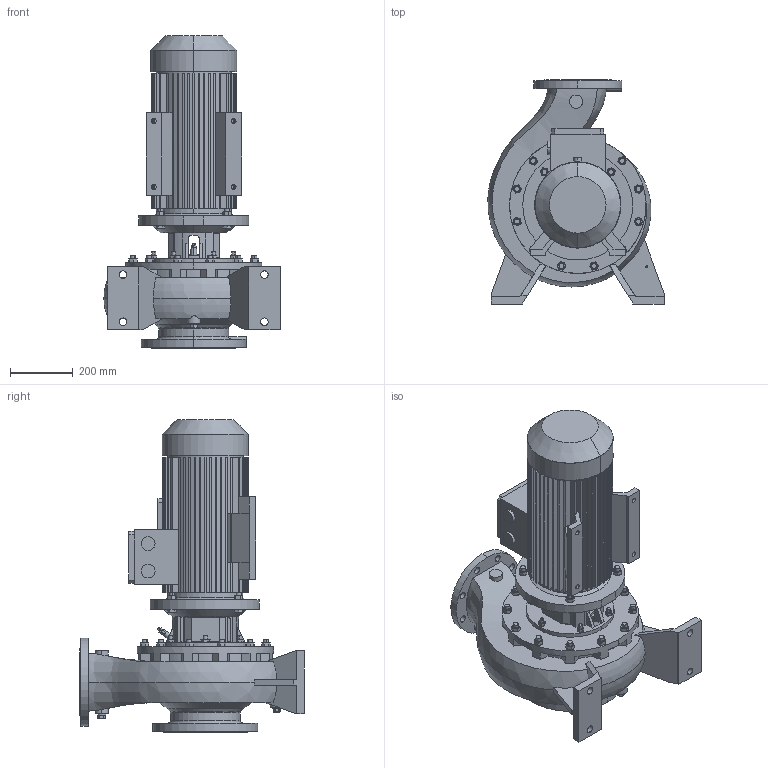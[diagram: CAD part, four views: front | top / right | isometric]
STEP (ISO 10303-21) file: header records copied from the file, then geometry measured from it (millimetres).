
FILE_DESCRIPTION (( 'STEP AP214' ), '1' );
FILE_NAME ('ﾌﾓ-311-200-ﾌ3-311-236-01-80.step', '2025-04-07T08:20:49', ( 'adb' ), ( '' ), 'SwSTEP 2.0', 'SolidWorks 2016', '' );
FILE_SCHEMA (( 'AUTOMOTIVE_DESIGN' ));
Length unit declared in the file: millimetre
Products named in the file (1): ﾌﾓ-311-200-ﾌ3-311-236-01-80
Bounding box: 561.16 x 715 x 996 mm (x, y, z)
Volume: 63343303.2 mm3; surface area: 3803209.5 mm2
Topology: 8 solids, 31 shells, 1381 faces, 3601 edges, 2348 vertices
Faces by surface type: plane 748, cylinder 464, cone 137, bspline 25, torus 7
Entity records: 69458 total; most frequent: CARTESIAN_POINT 20145, ORIENTED_EDGE 7198, DIRECTION 6926, EDGE_CURVE 3599, AXIS2_PLACEMENT_3D 2549, VERTEX_POINT 2348, LINE 1828, VECTOR 1828
